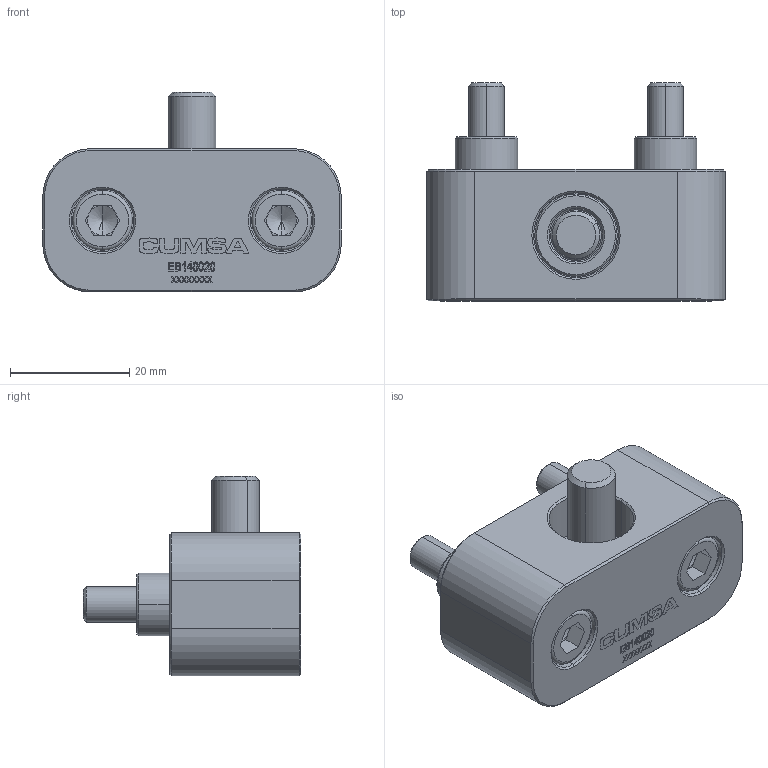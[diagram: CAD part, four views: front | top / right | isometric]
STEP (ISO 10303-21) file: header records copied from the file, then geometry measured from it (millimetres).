
FILE_DESCRIPTION (( 'STEP AP214' ), '1' );
FILE_NAME ('EB140020.STEP', '2021-08-03T13:13:56', ( '' ), ( '' ), 'SwSTEP 2.0', 'SolidWorks 2019', '' );
FILE_SCHEMA (( 'AUTOMOTIVE_DESIGN' ));
Length unit declared in the file: millimetre
Products named in the file (6): EB140020; ZBS16; 1DIN912630_DIN 912 M6 x 30 --- 30C; 9EB140020-B; 9EB140020-A; 1DIN912825_DIN 912 M8 x 25 --- 25C
Assembly tree (7 placements, depth 2):
  EB140020
    9EB140020-A
    1DIN912630_DIN 912 M6 x 30 --- 30C  x2
    ZBS16  x2
    9EB140020-B
    1DIN912825_DIN 912 M8 x 25 --- 25C
Bounding box: 50 x 36.5 x 33.5 mm (x, y, z)
Volume: 25203.8 mm3; surface area: 12560.8 mm2
Topology: 9 solids, 9 shells, 554 faces, 1379 edges, 877 vertices
Faces by surface type: plane 289, bspline 119, cone 68, cylinder 50, torus 28
Entity records: 20665 total; most frequent: CARTESIAN_POINT 8749, ORIENTED_EDGE 2530, DIRECTION 1989, EDGE_CURVE 1265, VECTOR 849, LINE 849, VERTEX_POINT 814, AXIS2_PLACEMENT_3D 570
